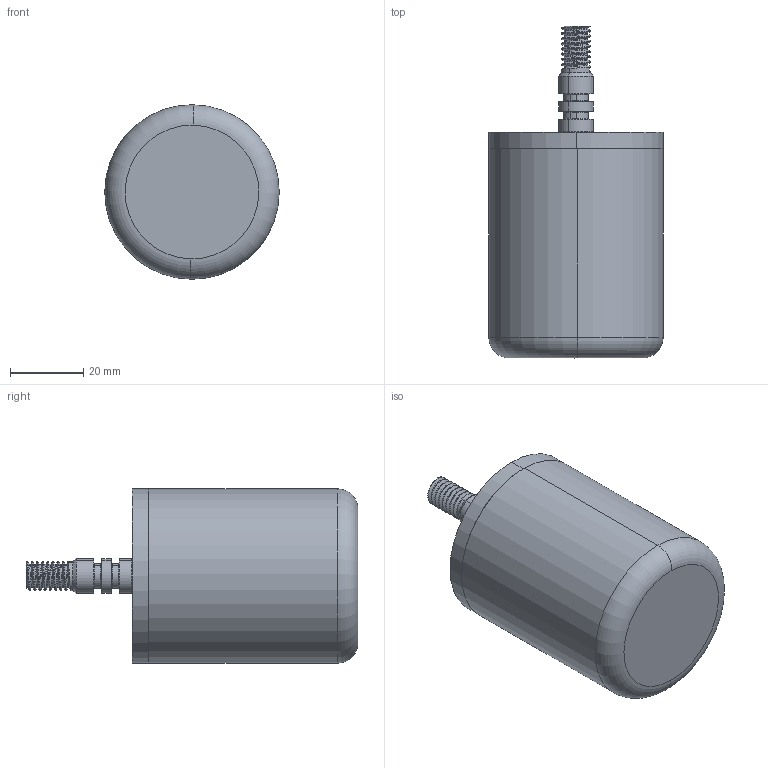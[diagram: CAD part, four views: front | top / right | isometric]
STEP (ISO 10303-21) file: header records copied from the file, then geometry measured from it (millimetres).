
FILE_DESCRIPTION(('STEP AP214'),'2;1');
FILE_NAME('Open CASCADE Shape Model','2023-01-02T16:22:32',(''),(''), 'Open CASCADE STEP processor 7.6','SolidWorks 2019','Unknown');
FILE_SCHEMA(('AUTOMOTIVE_DESIGN_CC2 { 1 2 10303 214 -1 1 5 4 }'));
Length unit declared in the file: millimetre
Products named in the file (5): Popoto Transducer; Popoto Transducer.STEP; Transducer Plate.STEP; Popoto Transducer Stem.STEP; Transducer Mold Boss.STEP
Assembly tree (4 placements, depth 3):
  Popoto Transducer
    Popoto Transducer.STEP
      Transducer Plate.STEP
      Popoto Transducer Stem.STEP
      Transducer Mold Boss.STEP
Bounding box: 47.62 x 90.61 x 47.62 mm (x, y, z)
Volume: 115860.7 mm3; surface area: 20878.3 mm2
Topology: 3 solids, 3 shells, 215 faces, 565 edges, 366 vertices
Faces by surface type: cylinder 149, plane 23, bspline 19, torus 18, cone 6
Entity records: 18527 total; most frequent: CARTESIAN_POINT 13633, ORIENTED_EDGE 1126, DIRECTION 794, EDGE_CURVE 563, VERTEX_POINT 366, AXIS2_PLACEMENT_3D 324, FACE_BOUND 239, EDGE_LOOP 239
